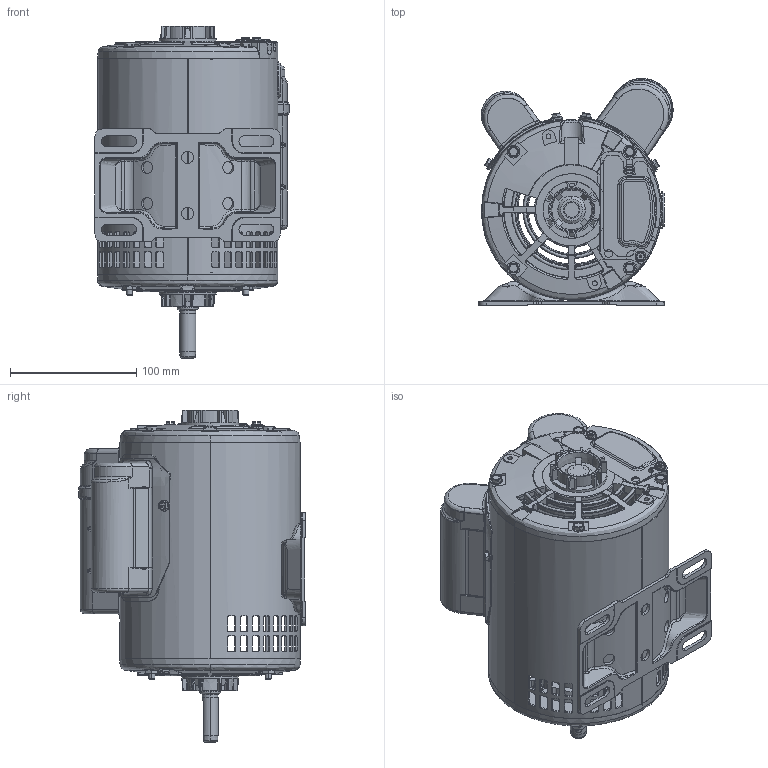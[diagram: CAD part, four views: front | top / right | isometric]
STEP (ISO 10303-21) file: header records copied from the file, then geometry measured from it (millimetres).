
FILE_DESCRIPTION (( 'STEP AP214' ), '1' );
FILE_NAME ('C147A SS404113-675_RevB.STEP', '2018-12-06T14:07:36', ( '' ), ( '' ), 'SwSTEP 2.0', 'SolidWorks 2017', '' );
FILE_SCHEMA (( 'AUTOMOTIVE_DESIGN' ));
Length unit declared in the file: inch
Products named in the file (1): C147A SS404113-675_RevB
Bounding box: 153.64 x 179.46 x 262.64 mm (x, y, z)
Volume: 450732 mm3; surface area: 438678 mm2
Topology: 29 solids, 29 shells, 4074 faces, 10573 edges, 6542 vertices
Faces by surface type: bspline 1349, plane 1318, cylinder 770, cone 637
Entity records: 199980 total; most frequent: CARTESIAN_POINT 110208, ORIENTED_EDGE 20954, DIRECTION 15749, EDGE_CURVE 10477, VERTEX_POINT 6542, AXIS2_PLACEMENT_3D 6043, EDGE_LOOP 4349, FACE_OUTER_BOUND 4074
